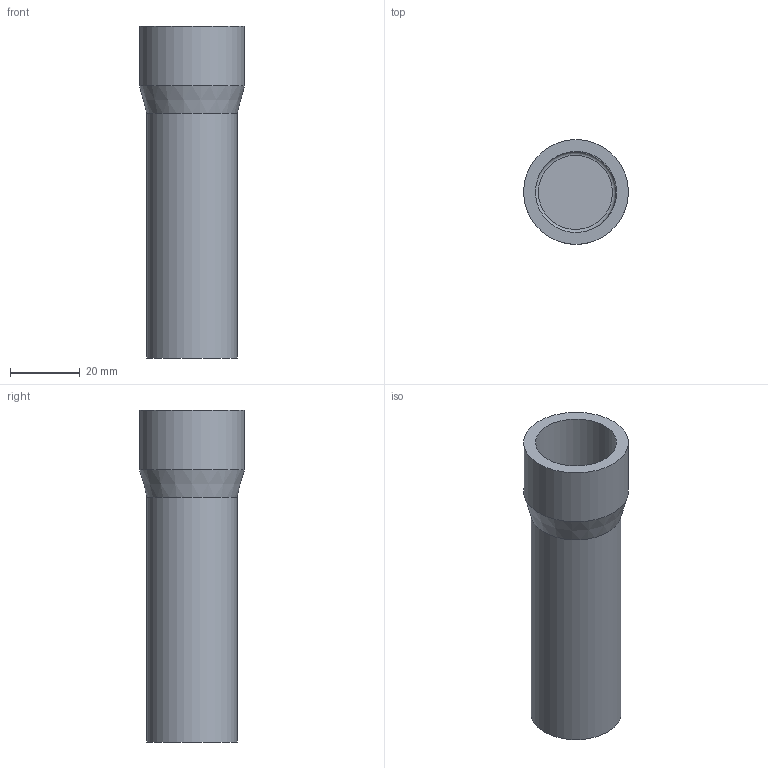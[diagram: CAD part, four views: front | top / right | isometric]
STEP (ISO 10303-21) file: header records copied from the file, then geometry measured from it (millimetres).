
FILE_DESCRIPTION(('Open CASCADE Model'),'2;1');
FILE_NAME('Open CASCADE Shape Model','2025-08-07T07:42:36',('Author'),( 'Open CASCADE'),'Open CASCADE STEP processor 7.7','Open CASCADE 7.7' ,'Unknown');
FILE_SCHEMA(('AUTOMOTIVE_DESIGN { 1 0 10303 214 1 1 1 1 }'));
Length unit declared in the file: millimetre
Products named in the file (1): Open CASCADE STEP translator 7.7 6
Bounding box: 30 x 30 x 95 mm (x, y, z)
Volume: 23218.7 mm3; surface area: 14428.7 mm2
Topology: 1 solids, 1 shells, 8 faces, 12 edges, 7 vertices
Faces by surface type: plane 3, cylinder 3, cone 1, torus 1
Full cylindrical faces by diameter (mm): 23.2 x1, 25.8 x1, 30 x1
Entity records: 357 total; most frequent: CARTESIAN_POINT 65, DIRECTION 61, ORIENTED_EDGE 24, PCURVE 24, DEFINITIONAL_REPRESENTATION 24, LINE 23, VECTOR 23, AXIS2_PLACEMENT_3D 17
